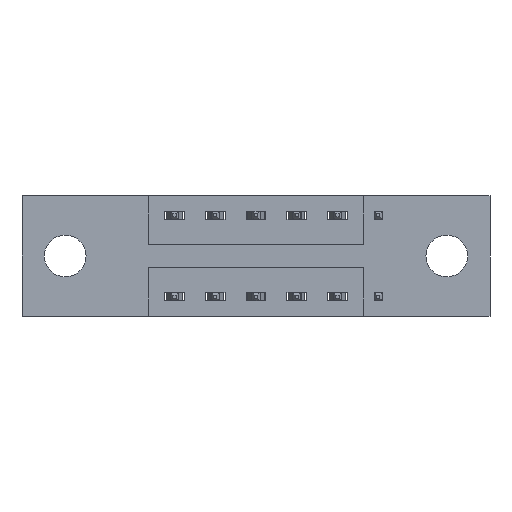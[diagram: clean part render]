
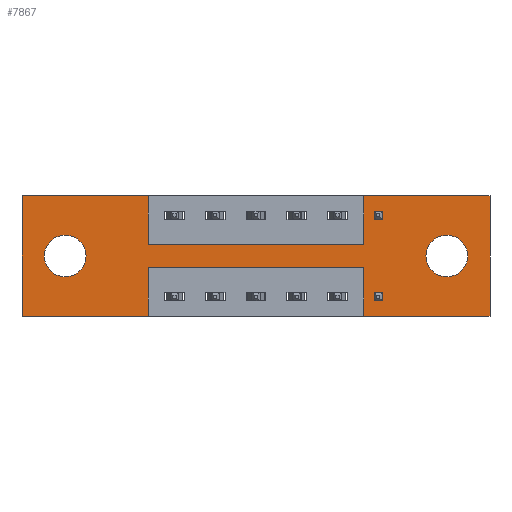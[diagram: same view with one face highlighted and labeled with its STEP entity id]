
A CAD part, front view. The second image highlights one B-rep face of the part: STEP entity #7867.
In plain terms, the highlighted planar face has unit normal (0, -1, 0).
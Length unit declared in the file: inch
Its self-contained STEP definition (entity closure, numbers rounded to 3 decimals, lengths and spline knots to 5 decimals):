
#1 = DIRECTION ( 'NONE',  ( 0., 0., 1. ) ) ;
#61 = VECTOR ( 'NONE', #1280, 39.37008 ) ;
#104 = VERTEX_POINT ( 'NONE', #3363 ) ;
#125 = DIRECTION ( 'NONE',  ( 1., 0., 0. ) ) ;
#132 = AXIS2_PLACEMENT_3D ( 'NONE', #6728, #4860, #324 ) ;
#192 = EDGE_LOOP ( 'NONE', ( #6606, #2643, #478, #2941, #1160, #6880, #5270, #2534, #6100, #4232, #1389, #5783 ) ) ;
#324 = DIRECTION ( 'NONE',  ( 0., 0., -1. ) ) ;
#392 = CIRCLE ( 'NONE', #5091, 0.064 ) ;
#478 = ORIENTED_EDGE ( 'NONE', *, *, #3881, .F. ) ;
#637 = VECTOR ( 'NONE', #125, 39.37008 ) ;
#644 = VERTEX_POINT ( 'NONE', #7064 ) ;
#803 = CARTESIAN_POINT ( 'NONE',  ( 0., 0., 0. ) ) ;
#812 = VERTEX_POINT ( 'NONE', #2214 ) ;
#822 = CARTESIAN_POINT ( 'NONE',  ( 1.3025, 0., -0.249 ) ) ;
#899 = CARTESIAN_POINT ( 'NONE',  ( 1.3025, 0., -0.185 ) ) ;
#1000 = VERTEX_POINT ( 'NONE', #3139 ) ;
#1013 = VECTOR ( 'NONE', #3247, 39.37008 ) ;
#1040 = ORIENTED_EDGE ( 'NONE', *, *, #7192, .T. ) ;
#1075 = FACE_BOUND ( 'NONE', #4717, .T. ) ;
#1131 = EDGE_CURVE ( 'NONE', #1000, #104, #3572, .T. ) ;
#1160 = ORIENTED_EDGE ( 'NONE', *, *, #8016, .F. ) ;
#1273 = DIRECTION ( 'NONE',  ( 0., 0., -1. ) ) ;
#1280 = DIRECTION ( 'NONE',  ( 0., 0., -1. ) ) ;
#1389 = ORIENTED_EDGE ( 'NONE', *, *, #3438, .F. ) ;
#1436 = VERTEX_POINT ( 'NONE', #4293 ) ;
#1474 = EDGE_CURVE ( 'NONE', #1833, #1480, #5717, .T. ) ;
#1480 = VERTEX_POINT ( 'NONE', #3053 ) ;
#1499 = VERTEX_POINT ( 'NONE', #7864 ) ;
#1528 = DIRECTION ( 'NONE',  ( 0., 0., -1. ) ) ;
#1558 = VERTEX_POINT ( 'NONE', #4395 ) ;
#1645 = DIRECTION ( 'NONE',  ( 0., 0., 1. ) ) ;
#1660 = CARTESIAN_POINT ( 'NONE',  ( 0.3875, 0., 0. ) ) ;
#1677 = VECTOR ( 'NONE', #1, 39.37008 ) ;
#1711 = CARTESIAN_POINT ( 'NONE',  ( 1.0475, 0., -0.22 ) ) ;
#1833 = VERTEX_POINT ( 'NONE', #1660 ) ;
#1991 = VECTOR ( 'NONE', #2612, 39.37008 ) ;
#2017 = CARTESIAN_POINT ( 'NONE',  ( 0.3875, 0., -0.15 ) ) ;
#2031 = VERTEX_POINT ( 'NONE', #822 ) ;
#2035 = LINE ( 'NONE', #7851, #1013 ) ;
#2214 = CARTESIAN_POINT ( 'NONE',  ( 1.0475, 0., -0.37 ) ) ;
#2231 = ORIENTED_EDGE ( 'NONE', *, *, #7965, .T. ) ;
#2396 = CARTESIAN_POINT ( 'NONE',  ( 1.435, 0., 0. ) ) ;
#2514 = CARTESIAN_POINT ( 'NONE',  ( 0.3875, 0., 0. ) ) ;
#2522 = DIRECTION ( 'NONE',  ( 0., 1., 0. ) ) ;
#2534 = ORIENTED_EDGE ( 'NONE', *, *, #6579, .F. ) ;
#2612 = DIRECTION ( 'NONE',  ( 1., 0., 0. ) ) ;
#2643 = ORIENTED_EDGE ( 'NONE', *, *, #3504, .F. ) ;
#2734 = DIRECTION ( 'NONE',  ( 0., 0., 1. ) ) ;
#2816 = VECTOR ( 'NONE', #7421, 39.37008 ) ;
#2916 = DIRECTION ( 'NONE',  ( 0., 1., 0. ) ) ;
#2941 = ORIENTED_EDGE ( 'NONE', *, *, #8284, .F. ) ;
#2992 = DIRECTION ( 'NONE',  ( -1., 0., 0. ) ) ;
#3053 = CARTESIAN_POINT ( 'NONE',  ( 0.3875, 0., -0.15 ) ) ;
#3094 = CARTESIAN_POINT ( 'NONE',  ( 1.3025, 0., -0.185 ) ) ;
#3098 = CARTESIAN_POINT ( 'NONE',  ( 0.1325, 0., -0.121 ) ) ;
#3139 = CARTESIAN_POINT ( 'NONE',  ( 0.3875, 0., -0.37 ) ) ;
#3222 = CIRCLE ( 'NONE', #4044, 0.064 ) ;
#3247 = DIRECTION ( 'NONE',  ( 0., 0., 1. ) ) ;
#3353 = LINE ( 'NONE', #3918, #637 ) ;
#3363 = CARTESIAN_POINT ( 'NONE',  ( 0., 0., -0.37 ) ) ;
#3438 = EDGE_CURVE ( 'NONE', #104, #4045, #8044, .T. ) ;
#3504 = EDGE_CURVE ( 'NONE', #3734, #1499, #4926, .T. ) ;
#3572 = LINE ( 'NONE', #6121, #5932 ) ;
#3728 = DIRECTION ( 'NONE',  ( 0., 0., 1. ) ) ;
#3734 = VERTEX_POINT ( 'NONE', #1711 ) ;
#3852 = CARTESIAN_POINT ( 'NONE',  ( 1.435, 0., 0. ) ) ;
#3881 = EDGE_CURVE ( 'NONE', #812, #3734, #7061, .T. ) ;
#3897 = ORIENTED_EDGE ( 'NONE', *, *, #5139, .T. ) ;
#3918 = CARTESIAN_POINT ( 'NONE',  ( 0., 0., 0. ) ) ;
#3971 = VECTOR ( 'NONE', #2734, 39.37008 ) ;
#4029 = LINE ( 'NONE', #4646, #4698 ) ;
#4044 = AXIS2_PLACEMENT_3D ( 'NONE', #3094, #5666, #5118 ) ;
#4045 = VERTEX_POINT ( 'NONE', #8109 ) ;
#4068 = VERTEX_POINT ( 'NONE', #6068 ) ;
#4157 = FACE_OUTER_BOUND ( 'NONE', #192, .T. ) ;
#4171 = ORIENTED_EDGE ( 'NONE', *, *, #6024, .T. ) ;
#4232 = ORIENTED_EDGE ( 'NONE', *, *, #6601, .F. ) ;
#4293 = CARTESIAN_POINT ( 'NONE',  ( 1.3025, 0., -0.121 ) ) ;
#4308 = VECTOR ( 'NONE', #1273, 39.37008 ) ;
#4373 = CARTESIAN_POINT ( 'NONE',  ( 0.1325, 0., -0.185 ) ) ;
#4394 = AXIS2_PLACEMENT_3D ( 'NONE', #4373, #2522, #3728 ) ;
#4395 = CARTESIAN_POINT ( 'NONE',  ( 1.0475, 0., 0. ) ) ;
#4402 = VERTEX_POINT ( 'NONE', #4527 ) ;
#4404 = LINE ( 'NONE', #3852, #4308 ) ;
#4416 = EDGE_CURVE ( 'NONE', #4068, #1558, #2035, .T. ) ;
#4527 = CARTESIAN_POINT ( 'NONE',  ( 1.435, 0., -0.37 ) ) ;
#4565 = EDGE_CURVE ( 'NONE', #1499, #1000, #5475, .T. ) ;
#4646 = CARTESIAN_POINT ( 'NONE',  ( 0., 0., 0. ) ) ;
#4691 = DIRECTION ( 'NONE',  ( 1., 0., 0. ) ) ;
#4698 = VECTOR ( 'NONE', #4691, 39.37008 ) ;
#4717 = EDGE_LOOP ( 'NONE', ( #2231, #1040 ) ) ;
#4786 = PLANE ( 'NONE',  #132 ) ;
#4800 = CIRCLE ( 'NONE', #4394, 0.064 ) ;
#4849 = DIRECTION ( 'NONE',  ( 0., 0., -1. ) ) ;
#4860 = DIRECTION ( 'NONE',  ( 0., -1., 0. ) ) ;
#4886 = CARTESIAN_POINT ( 'NONE',  ( 0.3875, 0., -0.22 ) ) ;
#4926 = LINE ( 'NONE', #4886, #6123 ) ;
#5064 = VERTEX_POINT ( 'NONE', #2396 ) ;
#5091 = AXIS2_PLACEMENT_3D ( 'NONE', #899, #2916, #1528 ) ;
#5118 = DIRECTION ( 'NONE',  ( 0., 0., -1. ) ) ;
#5139 = EDGE_CURVE ( 'NONE', #6975, #644, #4800, .T. ) ;
#5168 = CARTESIAN_POINT ( 'NONE',  ( 1.0475, 0., -0.37 ) ) ;
#5270 = ORIENTED_EDGE ( 'NONE', *, *, #4416, .F. ) ;
#5437 = LINE ( 'NONE', #5527, #2816 ) ;
#5475 = LINE ( 'NONE', #8064, #6015 ) ;
#5527 = CARTESIAN_POINT ( 'NONE',  ( 0., 0., -0.37 ) ) ;
#5616 = DIRECTION ( 'NONE',  ( 0., 1., 0. ) ) ;
#5623 = EDGE_LOOP ( 'NONE', ( #3897, #4171 ) ) ;
#5666 = DIRECTION ( 'NONE',  ( 0., 1., 0. ) ) ;
#5717 = LINE ( 'NONE', #2514, #61 ) ;
#5783 = ORIENTED_EDGE ( 'NONE', *, *, #1131, .F. ) ;
#5932 = VECTOR ( 'NONE', #6243, 39.37008 ) ;
#6015 = VECTOR ( 'NONE', #4849, 39.37008 ) ;
#6024 = EDGE_CURVE ( 'NONE', #644, #6975, #7359, .T. ) ;
#6068 = CARTESIAN_POINT ( 'NONE',  ( 1.0475, 0., -0.15 ) ) ;
#6100 = ORIENTED_EDGE ( 'NONE', *, *, #1474, .F. ) ;
#6121 = CARTESIAN_POINT ( 'NONE',  ( 0., 0., -0.37 ) ) ;
#6123 = VECTOR ( 'NONE', #2992, 39.37008 ) ;
#6243 = DIRECTION ( 'NONE',  ( -1., 0., 0. ) ) ;
#6292 = AXIS2_PLACEMENT_3D ( 'NONE', #8071, #5616, #1645 ) ;
#6579 = EDGE_CURVE ( 'NONE', #1480, #4068, #7157, .T. ) ;
#6601 = EDGE_CURVE ( 'NONE', #4045, #1833, #3353, .T. ) ;
#6606 = ORIENTED_EDGE ( 'NONE', *, *, #4565, .F. ) ;
#6728 = CARTESIAN_POINT ( 'NONE',  ( 0., 0., -0.37 ) ) ;
#6880 = ORIENTED_EDGE ( 'NONE', *, *, #7569, .F. ) ;
#6975 = VERTEX_POINT ( 'NONE', #3098 ) ;
#7061 = LINE ( 'NONE', #5168, #1677 ) ;
#7064 = CARTESIAN_POINT ( 'NONE',  ( 0.1325, 0., -0.249 ) ) ;
#7157 = LINE ( 'NONE', #2017, #1991 ) ;
#7192 = EDGE_CURVE ( 'NONE', #2031, #1436, #392, .T. ) ;
#7359 = CIRCLE ( 'NONE', #6292, 0.064 ) ;
#7421 = DIRECTION ( 'NONE',  ( -1., 0., 0. ) ) ;
#7481 = FACE_BOUND ( 'NONE', #5623, .T. ) ;
#7569 = EDGE_CURVE ( 'NONE', #1558, #5064, #4029, .T. ) ;
#7851 = CARTESIAN_POINT ( 'NONE',  ( 1.0475, 0., 0. ) ) ;
#7864 = CARTESIAN_POINT ( 'NONE',  ( 0.3875, 0., -0.22 ) ) ;
#7867 = ADVANCED_FACE ( 'NONE', ( #1075, #7481, #4157 ), #4786, .T. ) ;
#7965 = EDGE_CURVE ( 'NONE', #1436, #2031, #3222, .T. ) ;
#8016 = EDGE_CURVE ( 'NONE', #5064, #4402, #4404, .T. ) ;
#8044 = LINE ( 'NONE', #803, #3971 ) ;
#8064 = CARTESIAN_POINT ( 'NONE',  ( 0.3875, 0., -0.37 ) ) ;
#8071 = CARTESIAN_POINT ( 'NONE',  ( 0.1325, 0., -0.185 ) ) ;
#8109 = CARTESIAN_POINT ( 'NONE',  ( 0., 0., 0. ) ) ;
#8284 = EDGE_CURVE ( 'NONE', #4402, #812, #5437, .T. ) ;
